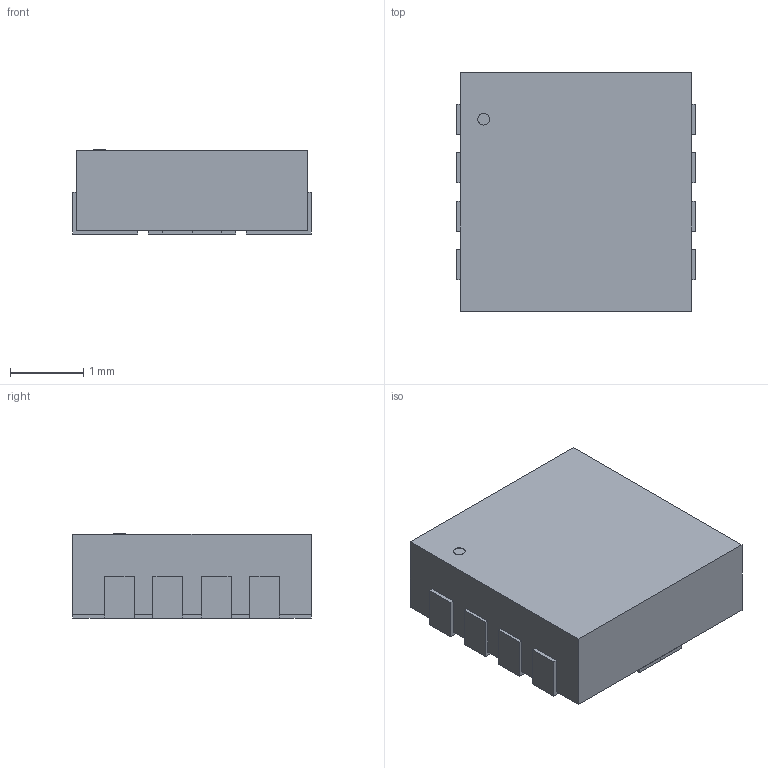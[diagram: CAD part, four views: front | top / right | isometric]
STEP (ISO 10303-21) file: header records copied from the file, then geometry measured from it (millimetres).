
FILE_DESCRIPTION(('STEP AP214'),'1');
FILE_NAME('DL1721_MNC','2022-04-12T21:34:46',(''),(''),'','','');
FILE_SCHEMA(('AUTOMOTIVE_DESIGN'));
Length unit declared in the file: millimetre
Products named in the file (1): product
Bounding box: 3.25 x 3.25 x 1.15 mm (x, y, z)
Volume: 11.6 mm3; surface area: 52.7 mm2
Topology: 15 solids, 15 shells, 103 faces, 219 edges, 146 vertices
Faces by surface type: plane 102, cylinder 1
Full cylindrical faces by diameter (mm): 0.157 x1
Entity records: 2624 total; most frequent: ORIENTED_EDGE 436, DIRECTION 430, CARTESIAN_POINT 253, EDGE_CURVE 218, LINE 216, VECTOR 216, VERTEX_POINT 146, AXIS2_PLACEMENT_3D 107
